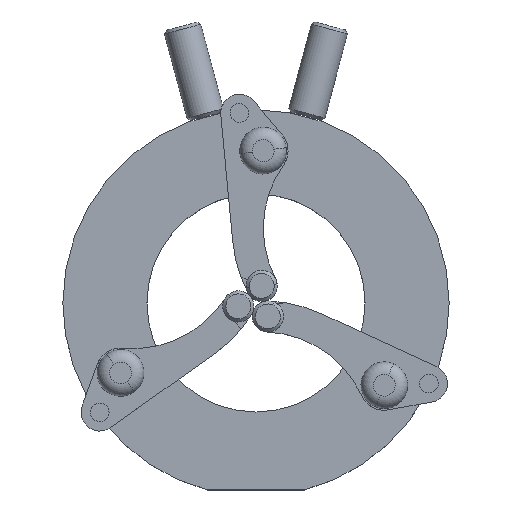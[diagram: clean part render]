
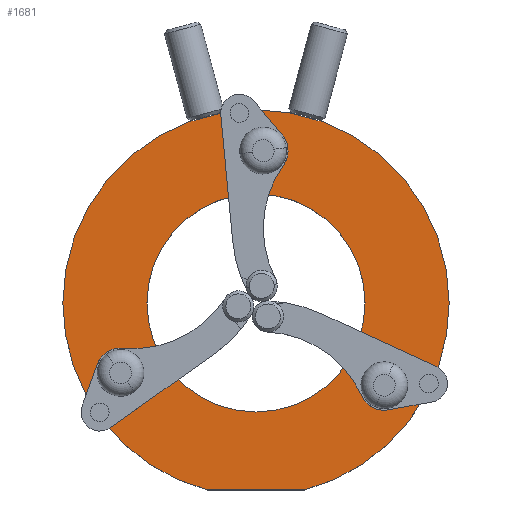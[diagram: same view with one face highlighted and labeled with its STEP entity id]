
A CAD part, top view. The second image highlights one B-rep face of the part: STEP entity #1681.
In plain terms, the highlighted planar face has unit normal (0, 0, 1).
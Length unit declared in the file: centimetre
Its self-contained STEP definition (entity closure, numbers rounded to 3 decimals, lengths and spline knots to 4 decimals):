
#8 = CARTESIAN_POINT ( 'NONE',  ( 3.188, 0.2388, 0.5 ) ) ;
#10 = CARTESIAN_POINT ( 'NONE',  ( -1.662, 0.2388, 0.5 ) ) ;
#68 = CARTESIAN_POINT ( 'NONE',  ( -3.012, 0.2388, 0.5 ) ) ;
#129 = CARTESIAN_POINT ( 'NONE',  ( -0.693, -2.7612, 0.5 ) ) ;
#138 = CARTESIAN_POINT ( 'NONE',  ( 0.869, -2.7612, 0.5 ) ) ;
#179 = CARTESIAN_POINT ( 'NONE',  ( 1.838, 0.2388, 0.5 ) ) ;
#412 = DIRECTION ( 'NONE',  ( 0., 0., 1. ) ) ;
#444 = DIRECTION ( 'NONE',  ( 1., 0., 0. ) ) ;
#462 = CARTESIAN_POINT ( 'NONE',  ( 0.088, 0.2388, 0.5 ) ) ;
#475 = DIRECTION ( 'NONE',  ( 1., 0., 0. ) ) ;
#478 = DIRECTION ( 'NONE',  ( 1., 0., 0. ) ) ;
#484 = DIRECTION ( 'NONE',  ( 0., 0., 1. ) ) ;
#496 = DIRECTION ( 'NONE',  ( -1., 0., 0. ) ) ;
#504 = CARTESIAN_POINT ( 'NONE',  ( -2.2101, -2.7612, 0.5 ) ) ;
#529 = DIRECTION ( 'NONE',  ( 0., 0., 1. ) ) ;
#543 = CARTESIAN_POINT ( 'NONE',  ( 0.088, 0.2388, 0.5 ) ) ;
#572 = DIRECTION ( 'NONE',  ( 0., 0., 1. ) ) ;
#573 = DIRECTION ( 'NONE',  ( 0., 0., 1. ) ) ;
#574 = DIRECTION ( 'NONE',  ( 1., 0., 0. ) ) ;
#580 = CARTESIAN_POINT ( 'NONE',  ( 0.088, 0.2388, 0.5 ) ) ;
#593 = DIRECTION ( 'NONE',  ( 1., 0., 0. ) ) ;
#618 = DIRECTION ( 'NONE',  ( 1., 0., 0. ) ) ;
#623 = CARTESIAN_POINT ( 'NONE',  ( 0.088, 0.2388, 0.5 ) ) ;
#668 = CARTESIAN_POINT ( 'NONE',  ( 0.088, 0.2388, 0.5 ) ) ;
#754 = LINE ( 'NONE', #504, #2499 ) ;
#788 = CARTESIAN_POINT ( 'NONE',  ( 0.088, 0.2388, 0.5 ) ) ;
#833 = DIRECTION ( 'NONE',  ( 0., 0., 1. ) ) ;
#838 = PLANE ( 'NONE',  #2224 ) ;
#1507 = AXIS2_PLACEMENT_3D ( 'NONE', #623, #529, #478 ) ;
#1599 = EDGE_CURVE ( 'NONE', #3034, #3069, #1944, .T. ) ;
#1601 = EDGE_CURVE ( 'NONE', #3081, #3047, #1945, .T. ) ;
#1608 = EDGE_CURVE ( 'NONE', #2982, #3081, #1952, .T. ) ;
#1620 = EDGE_CURVE ( 'NONE', #2982, #2955, #754, .T. ) ;
#1623 = EDGE_CURVE ( 'NONE', #3047, #2955, #1959, .T. ) ;
#1681 = ADVANCED_FACE ( 'NONE', ( #2236, #2230 ), #838, .T. ) ;
#1734 = EDGE_CURVE ( 'NONE', #3069, #3034, #2014, .T. ) ;
#1944 = CIRCLE ( 'NONE', #2516, 1.75 ) ;
#1945 = CIRCLE ( 'NONE', #2543, 3.1 ) ;
#1952 = CIRCLE ( 'NONE', #2489, 3.1 ) ;
#1959 = CIRCLE ( 'NONE', #2504, 3.1 ) ;
#2014 = CIRCLE ( 'NONE', #1507, 1.75 ) ;
#2224 = AXIS2_PLACEMENT_3D ( 'NONE', #668, #484, #475 ) ;
#2230 = FACE_BOUND ( 'NONE', #2690, .T. ) ;
#2236 = FACE_OUTER_BOUND ( 'NONE', #2685, .T. ) ;
#2489 = AXIS2_PLACEMENT_3D ( 'NONE', #580, #833, #618 ) ;
#2499 = VECTOR ( 'NONE', #496, 100. ) ;
#2504 = AXIS2_PLACEMENT_3D ( 'NONE', #788, #573, #574 ) ;
#2516 = AXIS2_PLACEMENT_3D ( 'NONE', #543, #572, #444 ) ;
#2543 = AXIS2_PLACEMENT_3D ( 'NONE', #462, #412, #593 ) ;
#2620 = ORIENTED_EDGE ( 'NONE', *, *, #1734, .F. ) ;
#2621 = ORIENTED_EDGE ( 'NONE', *, *, #1599, .F. ) ;
#2649 = ORIENTED_EDGE ( 'NONE', *, *, #1620, .F. ) ;
#2685 = EDGE_LOOP ( 'NONE', ( #2649, #2746, #2787, #2744 ) ) ;
#2690 = EDGE_LOOP ( 'NONE', ( #2620, #2621 ) ) ;
#2744 = ORIENTED_EDGE ( 'NONE', *, *, #1623, .T. ) ;
#2746 = ORIENTED_EDGE ( 'NONE', *, *, #1608, .T. ) ;
#2787 = ORIENTED_EDGE ( 'NONE', *, *, #1601, .T. ) ;
#2955 = VERTEX_POINT ( 'NONE', #129 ) ;
#2982 = VERTEX_POINT ( 'NONE', #138 ) ;
#3034 = VERTEX_POINT ( 'NONE', #179 ) ;
#3047 = VERTEX_POINT ( 'NONE', #68 ) ;
#3069 = VERTEX_POINT ( 'NONE', #10 ) ;
#3081 = VERTEX_POINT ( 'NONE', #8 ) ;
